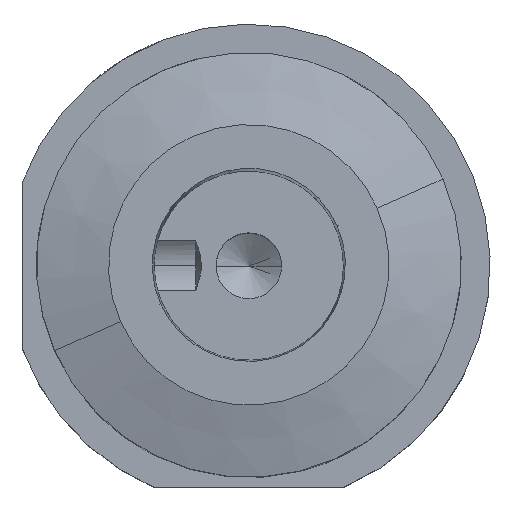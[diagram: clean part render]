
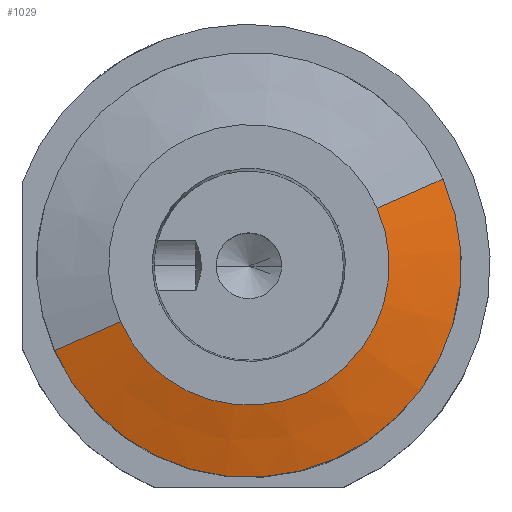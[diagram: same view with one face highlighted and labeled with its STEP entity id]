
A CAD part, top view. The second image highlights one B-rep face of the part: STEP entity #1029.
In plain terms, the highlighted conical face has half-angle 75 degrees and reference radius 14.536 mm.
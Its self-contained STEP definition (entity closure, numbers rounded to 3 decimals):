
#187 = EDGE_CURVE ( 'NONE', #1489, #5591, #3091, .T. ) ;
#192 = VECTOR ( 'NONE', #5579, 1000. ) ;
#460 = CARTESIAN_POINT ( 'NONE',  ( -13.295, -5.878, 95. ) ) ;
#585 = DIRECTION ( 'NONE',  ( 0., 0., -1. ) ) ;
#629 = CARTESIAN_POINT ( 'NONE',  ( 13.295, 5.878, 95. ) ) ;
#747 = CARTESIAN_POINT ( 'NONE',  ( -20.121, -8.896, 93. ) ) ;
#1029 = ADVANCED_FACE ( 'NONE', ( #1436 ), #1770, .T. ) ;
#1085 = DIRECTION ( 'NONE',  ( -0.915, -0.404, 0. ) ) ;
#1336 = CARTESIAN_POINT ( 'NONE',  ( 0., 0., 93. ) ) ;
#1374 = DIRECTION ( 'NONE',  ( -0.883, -0.391, -0.259 ) ) ;
#1436 = FACE_OUTER_BOUND ( 'NONE', #3823, .T. ) ;
#1489 = VERTEX_POINT ( 'NONE', #6230 ) ;
#1701 = EDGE_CURVE ( 'NONE', #6332, #5591, #3376, .T. ) ;
#1704 = VECTOR ( 'NONE', #1374, 1000. ) ;
#1770 = CONICAL_SURFACE ( 'NONE', #2726, 14.536, 1.309 ) ;
#1825 = AXIS2_PLACEMENT_3D ( 'NONE', #5480, #2847, #3312 ) ;
#1860 = DIRECTION ( 'NONE',  ( -0.915, -0.404, 0. ) ) ;
#2293 = LINE ( 'NONE', #4020, #192 ) ;
#2386 = ORIENTED_EDGE ( 'NONE', *, *, #5177, .T. ) ;
#2566 = ORIENTED_EDGE ( 'NONE', *, *, #1701, .F. ) ;
#2567 = VERTEX_POINT ( 'NONE', #629 ) ;
#2726 = AXIS2_PLACEMENT_3D ( 'NONE', #3160, #585, #1085 ) ;
#2847 = DIRECTION ( 'NONE',  ( 0., 0., -1. ) ) ;
#3091 = LINE ( 'NONE', #460, #1704 ) ;
#3160 = CARTESIAN_POINT ( 'NONE',  ( 0., 0., 95. ) ) ;
#3310 = AXIS2_PLACEMENT_3D ( 'NONE', #1336, #5013, #1860 ) ;
#3312 = DIRECTION ( 'NONE',  ( -0.915, -0.404, 0. ) ) ;
#3376 = CIRCLE ( 'NONE', #3310, 22. ) ;
#3387 = ORIENTED_EDGE ( 'NONE', *, *, #4031, .F. ) ;
#3823 = EDGE_LOOP ( 'NONE', ( #3387, #2386, #5315, #2566 ) ) ;
#4020 = CARTESIAN_POINT ( 'NONE',  ( 13.295, 5.878, 95. ) ) ;
#4031 = EDGE_CURVE ( 'NONE', #2567, #6332, #2293, .T. ) ;
#5013 = DIRECTION ( 'NONE',  ( 0., 0., -1. ) ) ;
#5177 = EDGE_CURVE ( 'NONE', #2567, #1489, #5509, .T. ) ;
#5315 = ORIENTED_EDGE ( 'NONE', *, *, #187, .T. ) ;
#5480 = CARTESIAN_POINT ( 'NONE',  ( 0., 0., 95. ) ) ;
#5509 = CIRCLE ( 'NONE', #1825, 14.536 ) ;
#5573 = CARTESIAN_POINT ( 'NONE',  ( 20.121, 8.896, 93. ) ) ;
#5579 = DIRECTION ( 'NONE',  ( 0.883, 0.391, -0.259 ) ) ;
#5591 = VERTEX_POINT ( 'NONE', #747 ) ;
#6230 = CARTESIAN_POINT ( 'NONE',  ( -13.295, -5.878, 95. ) ) ;
#6332 = VERTEX_POINT ( 'NONE', #5573 ) ;
